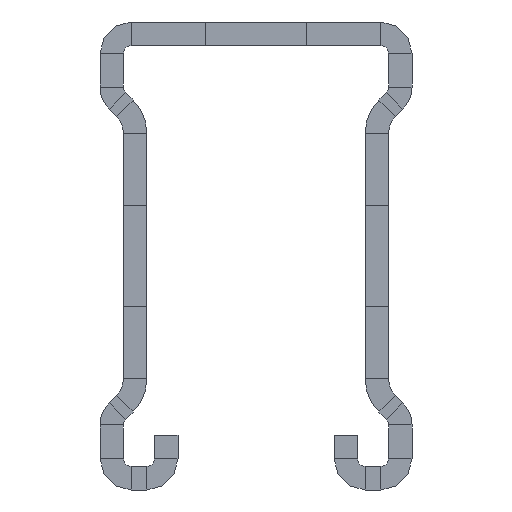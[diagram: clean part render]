
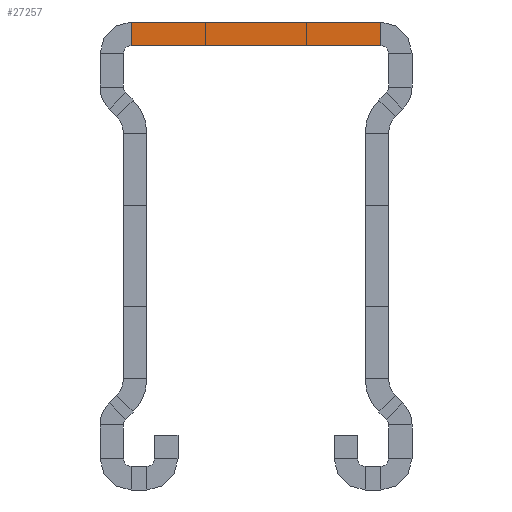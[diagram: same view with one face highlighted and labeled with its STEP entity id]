
A CAD part, front view. The second image highlights one B-rep face of the part: STEP entity #27257.
In plain terms, the highlighted planar face has unit normal (0, -1, 0).
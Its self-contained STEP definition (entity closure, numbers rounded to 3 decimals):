
#2349=DIRECTION('',(0.,0.,-1.));
#2350=VECTOR('',#2349,3.);
#2351=CARTESIAN_POINT('',(16.,-3000.,30.));
#2352=LINE('',#2351,#2350);
#2353=DIRECTION('',(1.,0.,0.));
#2354=VECTOR('',#2353,32.);
#2355=CARTESIAN_POINT('',(-16.,-3000.,27.));
#2356=LINE('',#2355,#2354);
#2357=DIRECTION('',(1.,0.,0.));
#2358=VECTOR('',#2357,32.);
#2359=CARTESIAN_POINT('',(-16.,-3000.,30.));
#2360=LINE('',#2359,#2358);
#11137=DIRECTION('',(0.,0.,-1.));
#11138=VECTOR('',#11137,3.);
#11139=CARTESIAN_POINT('',(-16.,-3000.,30.));
#11140=LINE('',#11139,#11138);
#19754=CARTESIAN_POINT('',(16.,-3000.,30.));
#19756=VERTEX_POINT('',#19754);
#19766=CARTESIAN_POINT('',(-16.,-3000.,30.));
#19768=VERTEX_POINT('',#19766);
#19802=CARTESIAN_POINT('',(16.,-3000.,27.));
#19804=VERTEX_POINT('',#19802);
#19814=CARTESIAN_POINT('',(-16.,-3000.,27.));
#19816=VERTEX_POINT('',#19814);
#27243=CARTESIAN_POINT('',(0.,-3000.,28.5));
#27244=DIRECTION('',(0.,-1.,0.));
#27245=DIRECTION('',(1.,0.,0.));
#27246=AXIS2_PLACEMENT_3D('',#27243,#27244,#27245);
#27247=PLANE('',#27246);
#27249=ORIENTED_EDGE('',*,*,#27248,.T.);
#27251=ORIENTED_EDGE('',*,*,#27250,.F.);
#27253=ORIENTED_EDGE('',*,*,#27252,.F.);
#27254=ORIENTED_EDGE('',*,*,#26034,.T.);
#27255=EDGE_LOOP('',(#27249,#27251,#27253,#27254));
#27256=FACE_OUTER_BOUND('',#27255,.F.);
#27257=ADVANCED_FACE('',(#27256),#27247,.T.);
#26034=EDGE_CURVE('',#19768,#19756,#2360,.T.);
#27248=EDGE_CURVE('',#19756,#19804,#2352,.T.);
#27250=EDGE_CURVE('',#19816,#19804,#2356,.T.);
#27252=EDGE_CURVE('',#19768,#19816,#11140,.T.);
